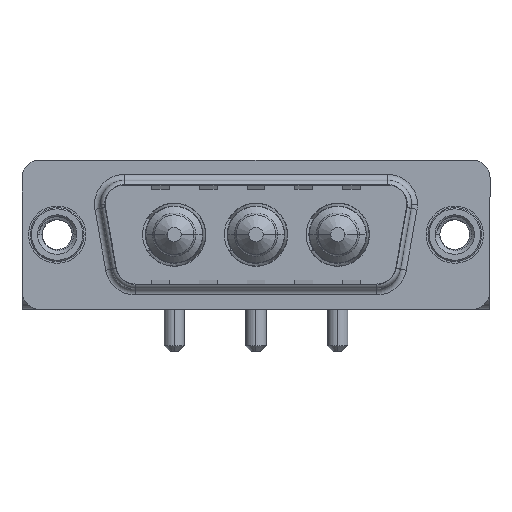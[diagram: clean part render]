
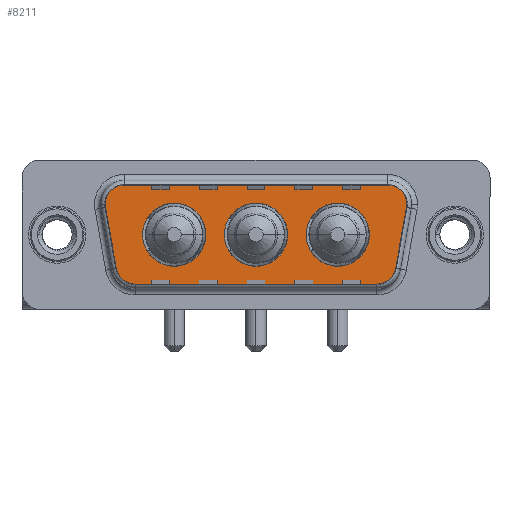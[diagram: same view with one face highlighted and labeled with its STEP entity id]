
A CAD part, top view. The second image highlights one B-rep face of the part: STEP entity #8211.
In plain terms, the highlighted planar face has unit normal (0, 0, 1).
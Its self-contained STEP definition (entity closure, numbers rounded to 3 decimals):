
#180 = VERTEX_POINT ( 'NONE', #7632 ) ;
#410 = DIRECTION ( 'NONE',  ( 0., 0., 1. ) ) ;
#524 = AXIS2_PLACEMENT_3D ( 'NONE', #1931, #6825, #12806 ) ;
#649 = EDGE_LOOP ( 'NONE', ( #11997, #2602 ) ) ;
#913 = EDGE_CURVE ( 'NONE', #7254, #9215, #9612, .T. ) ;
#944 = LINE ( 'NONE', #9330, #2418 ) ;
#990 = ORIENTED_EDGE ( 'NONE', *, *, #5460, .T. ) ;
#1245 = EDGE_CURVE ( 'NONE', #12570, #11607, #2770, .T. ) ;
#1415 = AXIS2_PLACEMENT_3D ( 'NONE', #8995, #14266, #4549 ) ;
#1618 = CARTESIAN_POINT ( 'NONE',  ( 29.889, 2.9, 0. ) ) ;
#1727 = DIRECTION ( 'NONE',  ( 0., 0., 1. ) ) ;
#1931 = CARTESIAN_POINT ( 'NONE',  ( 5.411, 2.9, 0. ) ) ;
#1962 = LINE ( 'NONE', #11675, #11112 ) ;
#2179 = DIRECTION ( 'NONE',  ( 0.174, 0.985, 0. ) ) ;
#2250 = DIRECTION ( 'NONE',  ( 0.174, -0.985, 0. ) ) ;
#2253 = CARTESIAN_POINT ( 'NONE',  ( 26.15, 0., 0. ) ) ;
#2396 = EDGE_CURVE ( 'NONE', #13291, #11482, #8183, .T. ) ;
#2418 = VECTOR ( 'NONE', #2250, 1000. ) ;
#2523 = EDGE_CURVE ( 'NONE', #9215, #12570, #6000, .T. ) ;
#2596 = CARTESIAN_POINT ( 'NONE',  ( 16.65, 0., 0. ) ) ;
#2602 = ORIENTED_EDGE ( 'NONE', *, *, #10882, .F. ) ;
#2632 = ORIENTED_EDGE ( 'NONE', *, *, #8308, .T. ) ;
#2770 = CIRCLE ( 'NONE', #524, 2. ) ;
#2912 = CIRCLE ( 'NONE', #12343, 2. ) ;
#2974 = CARTESIAN_POINT ( 'NONE',  ( 29.859, 2.553, 0. ) ) ;
#3101 = DIRECTION ( 'NONE',  ( 0., 0., 1. ) ) ;
#3200 = DIRECTION ( 'NONE',  ( 1., 0., 0. ) ) ;
#3260 = DIRECTION ( 'NONE',  ( 1., 0., 0. ) ) ;
#3655 = EDGE_LOOP ( 'NONE', ( #5165, #13260 ) ) ;
#3725 = VERTEX_POINT ( 'NONE', #14515 ) ;
#3802 = AXIS2_PLACEMENT_3D ( 'NONE', #12377, #1727, #13390 ) ;
#3923 = AXIS2_PLACEMENT_3D ( 'NONE', #6220, #11202, #7393 ) ;
#4192 = CARTESIAN_POINT ( 'NONE',  ( 6.434, -2.9, 0. ) ) ;
#4312 = EDGE_CURVE ( 'NONE', #180, #6003, #7540, .T. ) ;
#4411 = DIRECTION ( 'NONE',  ( 0., 0., 1. ) ) ;
#4549 = DIRECTION ( 'NONE',  ( 1., 0., 0. ) ) ;
#4722 = DIRECTION ( 'NONE',  ( 0., 0., 1. ) ) ;
#4805 = VERTEX_POINT ( 'NONE', #2974 ) ;
#4961 = LINE ( 'NONE', #5977, #8362 ) ;
#4994 = CARTESIAN_POINT ( 'NONE',  ( 19.3, 0., 0. ) ) ;
#5165 = ORIENTED_EDGE ( 'NONE', *, *, #2396, .F. ) ;
#5205 = EDGE_CURVE ( 'NONE', #11482, #13291, #11399, .T. ) ;
#5447 = FACE_OUTER_BOUND ( 'NONE', #13552, .T. ) ;
#5460 = EDGE_CURVE ( 'NONE', #8953, #13895, #2912, .T. ) ;
#5582 = CARTESIAN_POINT ( 'NONE',  ( 9.8, 0., 0. ) ) ;
#5636 = CARTESIAN_POINT ( 'NONE',  ( 12.45, 0., 0. ) ) ;
#5977 = CARTESIAN_POINT ( 'NONE',  ( 6.434, -4.9, 0. ) ) ;
#6000 = LINE ( 'NONE', #6940, #14215 ) ;
#6003 = VERTEX_POINT ( 'NONE', #4994 ) ;
#6220 = CARTESIAN_POINT ( 'NONE',  ( 23.5, 0., 0. ) ) ;
#6222 = CARTESIAN_POINT ( 'NONE',  ( 20.85, 0., 0. ) ) ;
#6293 = DIRECTION ( 'NONE',  ( 0., 0., 1. ) ) ;
#6471 = CARTESIAN_POINT ( 'NONE',  ( 23.5, 0., 0. ) ) ;
#6601 = DIRECTION ( 'NONE',  ( -1., 0., 0. ) ) ;
#6794 = DIRECTION ( 'NONE',  ( 0., 0., 1. ) ) ;
#6825 = DIRECTION ( 'NONE',  ( 0., 0., 1. ) ) ;
#6845 = ORIENTED_EDGE ( 'NONE', *, *, #13911, .T. ) ;
#6940 = CARTESIAN_POINT ( 'NONE',  ( 5.411, 4.9, 0. ) ) ;
#7254 = VERTEX_POINT ( 'NONE', #1618 ) ;
#7336 = ORIENTED_EDGE ( 'NONE', *, *, #913, .T. ) ;
#7337 = DIRECTION ( 'NONE',  ( 1., 0., 0. ) ) ;
#7393 = DIRECTION ( 'NONE',  ( 1., 0., 0. ) ) ;
#7470 = FACE_BOUND ( 'NONE', #649, .T. ) ;
#7540 = CIRCLE ( 'NONE', #3802, 2.65 ) ;
#7599 = ORIENTED_EDGE ( 'NONE', *, *, #4312, .F. ) ;
#7632 = CARTESIAN_POINT ( 'NONE',  ( 14., 0., 0. ) ) ;
#7741 = ORIENTED_EDGE ( 'NONE', *, *, #2523, .T. ) ;
#8183 = CIRCLE ( 'NONE', #8930, 2.65 ) ;
#8211 = ADVANCED_FACE ( 'NONE', ( #14542, #11128, #7470, #5447 ), #8713, .T. ) ;
#8306 = EDGE_CURVE ( 'NONE', #11810, #4805, #1962, .T. ) ;
#8308 = EDGE_CURVE ( 'NONE', #11607, #8953, #944, .T. ) ;
#8362 = VECTOR ( 'NONE', #10809, 1000. ) ;
#8476 = CIRCLE ( 'NONE', #9978, 2. ) ;
#8639 = CARTESIAN_POINT ( 'NONE',  ( 3.441, 2.553, 0. ) ) ;
#8669 = ORIENTED_EDGE ( 'NONE', *, *, #1245, .T. ) ;
#8713 = PLANE ( 'NONE',  #13088 ) ;
#8930 = AXIS2_PLACEMENT_3D ( 'NONE', #6471, #6794, #10149 ) ;
#8953 = VERTEX_POINT ( 'NONE', #10647 ) ;
#8995 = CARTESIAN_POINT ( 'NONE',  ( 9.8, 0., 0. ) ) ;
#9215 = VERTEX_POINT ( 'NONE', #10693 ) ;
#9324 = CIRCLE ( 'NONE', #10085, 2. ) ;
#9330 = CARTESIAN_POINT ( 'NONE',  ( 3.441, 2.553, 0. ) ) ;
#9612 = CIRCLE ( 'NONE', #12824, 2. ) ;
#9978 = AXIS2_PLACEMENT_3D ( 'NONE', #10479, #4411, #15226 ) ;
#10085 = AXIS2_PLACEMENT_3D ( 'NONE', #13759, #10495, #3200 ) ;
#10149 = DIRECTION ( 'NONE',  ( 1., 0., 0. ) ) ;
#10378 = CIRCLE ( 'NONE', #12854, 2.65 ) ;
#10419 = EDGE_CURVE ( 'NONE', #10721, #3725, #15149, .T. ) ;
#10453 = ORIENTED_EDGE ( 'NONE', *, *, #14291, .T. ) ;
#10479 = CARTESIAN_POINT ( 'NONE',  ( 27.889, 2.9, 0. ) ) ;
#10495 = DIRECTION ( 'NONE',  ( 0., 0., 1. ) ) ;
#10511 = EDGE_LOOP ( 'NONE', ( #12084, #7599 ) ) ;
#10617 = DIRECTION ( 'NONE',  ( 0., 0., 1. ) ) ;
#10647 = CARTESIAN_POINT ( 'NONE',  ( 4.464, -3.247, 0. ) ) ;
#10693 = CARTESIAN_POINT ( 'NONE',  ( 27.889, 4.9, 0. ) ) ;
#10721 = VERTEX_POINT ( 'NONE', #5636 ) ;
#10754 = DIRECTION ( 'NONE',  ( -1., 0., 0. ) ) ;
#10809 = DIRECTION ( 'NONE',  ( 1., 0., 0. ) ) ;
#10882 = EDGE_CURVE ( 'NONE', #3725, #10721, #15315, .T. ) ;
#11112 = VECTOR ( 'NONE', #2179, 1000. ) ;
#11128 = FACE_BOUND ( 'NONE', #3655, .T. ) ;
#11202 = DIRECTION ( 'NONE',  ( 0., 0., 1. ) ) ;
#11399 = CIRCLE ( 'NONE', #3923, 2.65 ) ;
#11482 = VERTEX_POINT ( 'NONE', #6222 ) ;
#11549 = CARTESIAN_POINT ( 'NONE',  ( 5.411, 4.9, 0. ) ) ;
#11551 = ORIENTED_EDGE ( 'NONE', *, *, #11993, .T. ) ;
#11607 = VERTEX_POINT ( 'NONE', #8639 ) ;
#11675 = CARTESIAN_POINT ( 'NONE',  ( 29.859, 2.553, 0. ) ) ;
#11810 = VERTEX_POINT ( 'NONE', #15180 ) ;
#11993 = EDGE_CURVE ( 'NONE', #13895, #15135, #4961, .T. ) ;
#11997 = ORIENTED_EDGE ( 'NONE', *, *, #10419, .F. ) ;
#12084 = ORIENTED_EDGE ( 'NONE', *, *, #12494, .F. ) ;
#12343 = AXIS2_PLACEMENT_3D ( 'NONE', #4192, #4722, #6601 ) ;
#12377 = CARTESIAN_POINT ( 'NONE',  ( 16.65, 0., 0. ) ) ;
#12379 = ORIENTED_EDGE ( 'NONE', *, *, #8306, .T. ) ;
#12494 = EDGE_CURVE ( 'NONE', #6003, #180, #10378, .T. ) ;
#12570 = VERTEX_POINT ( 'NONE', #11549 ) ;
#12806 = DIRECTION ( 'NONE',  ( 1., 0., 0. ) ) ;
#12824 = AXIS2_PLACEMENT_3D ( 'NONE', #12940, #10617, #13821 ) ;
#12854 = AXIS2_PLACEMENT_3D ( 'NONE', #2596, #410, #7337 ) ;
#12940 = CARTESIAN_POINT ( 'NONE',  ( 27.889, 2.9, 0. ) ) ;
#13088 = AXIS2_PLACEMENT_3D ( 'NONE', #13383, #6293, #14703 ) ;
#13260 = ORIENTED_EDGE ( 'NONE', *, *, #5205, .F. ) ;
#13291 = VERTEX_POINT ( 'NONE', #2253 ) ;
#13383 = CARTESIAN_POINT ( 'NONE',  ( 26.866, -2.9, 0. ) ) ;
#13390 = DIRECTION ( 'NONE',  ( 1., 0., 0. ) ) ;
#13552 = EDGE_LOOP ( 'NONE', ( #6845, #12379, #10453, #7336, #7741, #8669, #2632, #990, #11551 ) ) ;
#13759 = CARTESIAN_POINT ( 'NONE',  ( 26.866, -2.9, 0. ) ) ;
#13821 = DIRECTION ( 'NONE',  ( -1., 0., 0. ) ) ;
#13847 = CARTESIAN_POINT ( 'NONE',  ( 6.434, -4.9, 0. ) ) ;
#13895 = VERTEX_POINT ( 'NONE', #13847 ) ;
#13911 = EDGE_CURVE ( 'NONE', #15135, #11810, #9324, .T. ) ;
#14215 = VECTOR ( 'NONE', #10754, 1000. ) ;
#14266 = DIRECTION ( 'NONE',  ( 0., 0., 1. ) ) ;
#14291 = EDGE_CURVE ( 'NONE', #4805, #7254, #8476, .T. ) ;
#14483 = CARTESIAN_POINT ( 'NONE',  ( 26.866, -4.9, 0. ) ) ;
#14515 = CARTESIAN_POINT ( 'NONE',  ( 7.15, 0., 0. ) ) ;
#14542 = FACE_BOUND ( 'NONE', #10511, .T. ) ;
#14629 = AXIS2_PLACEMENT_3D ( 'NONE', #5582, #3101, #3260 ) ;
#14703 = DIRECTION ( 'NONE',  ( 1., 0., 0. ) ) ;
#15135 = VERTEX_POINT ( 'NONE', #14483 ) ;
#15149 = CIRCLE ( 'NONE', #14629, 2.65 ) ;
#15180 = CARTESIAN_POINT ( 'NONE',  ( 28.836, -3.247, 0. ) ) ;
#15226 = DIRECTION ( 'NONE',  ( -1., 0., 0. ) ) ;
#15315 = CIRCLE ( 'NONE', #1415, 2.65 ) ;
